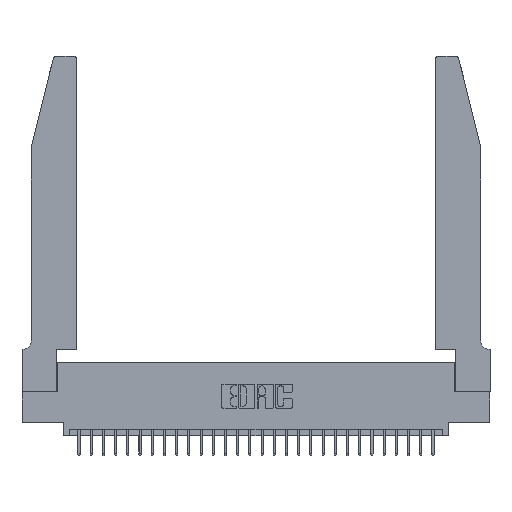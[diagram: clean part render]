
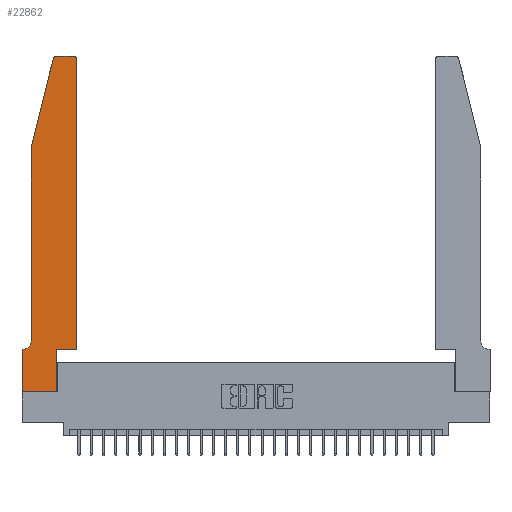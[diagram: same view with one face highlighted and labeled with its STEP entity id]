
A CAD part, top view. The second image highlights one B-rep face of the part: STEP entity #22862.
In plain terms, the highlighted planar face has unit normal (0, 0, 1).
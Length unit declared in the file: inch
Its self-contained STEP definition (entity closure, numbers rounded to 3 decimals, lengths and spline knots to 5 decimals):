
#7 = LINE ( 'NONE', #28344, #3254 ) ;
#698 = DIRECTION ( 'NONE',  ( 0., 0., 1. ) ) ;
#907 = EDGE_CURVE ( 'NONE', #15361, #5694, #7, .T. ) ;
#1267 = EDGE_CURVE ( 'NONE', #22187, #27919, #22547, .T. ) ;
#1747 = DIRECTION ( 'NONE',  ( 0., -1., 0. ) ) ;
#1794 = EDGE_CURVE ( 'NONE', #5694, #25512, #5379, .T. ) ;
#1799 = CARTESIAN_POINT ( 'NONE',  ( 0.4505, 2.72, 0.37 ) ) ;
#2861 = VERTEX_POINT ( 'NONE', #21291 ) ;
#3254 = VECTOR ( 'NONE', #13250, 39.37008 ) ;
#3417 = VECTOR ( 'NONE', #7021, 39.37008 ) ;
#4521 = CARTESIAN_POINT ( 'NONE',  ( 0.2865, 0.35, 0.37 ) ) ;
#5379 = LINE ( 'NONE', #22555, #21402 ) ;
#5383 = ORIENTED_EDGE ( 'NONE', *, *, #11007, .T. ) ;
#5494 = CIRCLE ( 'NONE', #6761, 0.03 ) ;
#5694 = VERTEX_POINT ( 'NONE', #16097 ) ;
#5782 = CARTESIAN_POINT ( 'NONE',  ( 0.284, 2.72, 0.37 ) ) ;
#5960 = CARTESIAN_POINT ( 'NONE',  ( 0.2605, 2.75, 0.37 ) ) ;
#6023 = CARTESIAN_POINT ( 'NONE',  ( 0.284, 2.75, 0.37 ) ) ;
#6317 = DIRECTION ( 'NONE',  ( 1., 0., 0. ) ) ;
#6761 = AXIS2_PLACEMENT_3D ( 'NONE', #5782, #698, #7806 ) ;
#6991 = DIRECTION ( 'NONE',  ( 0., 0., -1. ) ) ;
#7021 = DIRECTION ( 'NONE',  ( 0., 1., 0. ) ) ;
#7262 = ORIENTED_EDGE ( 'NONE', *, *, #17879, .T. ) ;
#7599 = VECTOR ( 'NONE', #6317, 39.37008 ) ;
#7754 = ORIENTED_EDGE ( 'NONE', *, *, #26350, .T. ) ;
#7806 = DIRECTION ( 'NONE',  ( 1., 0., 0. ) ) ;
#7880 = EDGE_CURVE ( 'NONE', #2861, #25339, #25489, .T. ) ;
#9909 = CIRCLE ( 'NONE', #25383, 0.07 ) ;
#9921 = CARTESIAN_POINT ( 'NONE',  ( 0.25487, 2.72718, 0.37 ) ) ;
#9980 = DIRECTION ( 'NONE',  ( -0.239, -0.971, 0. ) ) ;
#10140 = VECTOR ( 'NONE', #22262, 39.37008 ) ;
#10189 = DIRECTION ( 'NONE',  ( 1., 0., 0. ) ) ;
#10554 = CARTESIAN_POINT ( 'NONE',  ( 0.2865, 0., 0.37 ) ) ;
#11007 = EDGE_CURVE ( 'NONE', #25339, #15361, #23101, .T. ) ;
#11054 = CARTESIAN_POINT ( 'NONE',  ( 0., 0.35, 0.37 ) ) ;
#11215 = DIRECTION ( 'NONE',  ( 0., 1., 0. ) ) ;
#11834 = FACE_OUTER_BOUND ( 'NONE', #13279, .T. ) ;
#12312 = DIRECTION ( 'NONE',  ( 1., 0., 0. ) ) ;
#12358 = AXIS2_PLACEMENT_3D ( 'NONE', #26456, #12445, #10189 ) ;
#12445 = DIRECTION ( 'NONE',  ( 0., 0., 1. ) ) ;
#12655 = CIRCLE ( 'NONE', #12358, 0.03 ) ;
#13250 = DIRECTION ( 'NONE',  ( 1., 0., 0. ) ) ;
#13266 = ORIENTED_EDGE ( 'NONE', *, *, #15119, .T. ) ;
#13279 = EDGE_LOOP ( 'NONE', ( #29558, #15561, #17935, #19879, #13770, #7262, #13266, #19012, #5383, #13475, #29159, #7754 ) ) ;
#13470 = CARTESIAN_POINT ( 'NONE',  ( 0.0755, 2., 0.37 ) ) ;
#13475 = ORIENTED_EDGE ( 'NONE', *, *, #907, .T. ) ;
#13770 = ORIENTED_EDGE ( 'NONE', *, *, #24464, .T. ) ;
#14352 = DIRECTION ( 'NONE',  ( -1., 0., 0. ) ) ;
#14852 = CARTESIAN_POINT ( 'NONE',  ( 0.0755, 0.35, 0.37 ) ) ;
#15058 = DIRECTION ( 'NONE',  ( 0., -1., 0. ) ) ;
#15119 = EDGE_CURVE ( 'NONE', #16961, #2861, #28265, .T. ) ;
#15341 = CARTESIAN_POINT ( 'NONE',  ( 0.0055, 0.35, 0.37 ) ) ;
#15361 = VERTEX_POINT ( 'NONE', #4521 ) ;
#15375 = VERTEX_POINT ( 'NONE', #16082 ) ;
#15561 = ORIENTED_EDGE ( 'NONE', *, *, #19804, .T. ) ;
#16082 = CARTESIAN_POINT ( 'NONE',  ( 0.0755, 0.42, 0.37 ) ) ;
#16097 = CARTESIAN_POINT ( 'NONE',  ( 0.4505, 0.35, 0.37 ) ) ;
#16497 = EDGE_CURVE ( 'NONE', #24539, #20843, #27683, .T. ) ;
#16961 = VERTEX_POINT ( 'NONE', #11054 ) ;
#17867 = CARTESIAN_POINT ( 'NONE',  ( 0.0755, 2., 0.37 ) ) ;
#17879 = EDGE_CURVE ( 'NONE', #23365, #16961, #28324, .T. ) ;
#17935 = ORIENTED_EDGE ( 'NONE', *, *, #16497, .T. ) ;
#18262 = CARTESIAN_POINT ( 'NONE',  ( 0.2865, 0.35, 0.37 ) ) ;
#19008 = VECTOR ( 'NONE', #1747, 39.37008 ) ;
#19012 = ORIENTED_EDGE ( 'NONE', *, *, #7880, .T. ) ;
#19229 = PLANE ( 'NONE',  #29238 ) ;
#19458 = EDGE_CURVE ( 'NONE', #20843, #15375, #28132, .T. ) ;
#19523 = CARTESIAN_POINT ( 'NONE',  ( 0., 0.35, 0.37 ) ) ;
#19601 = DIRECTION ( 'NONE',  ( -1., 0., 0. ) ) ;
#19706 = CARTESIAN_POINT ( 'NONE',  ( 0., 0., 0.37 ) ) ;
#19804 = EDGE_CURVE ( 'NONE', #27919, #24539, #5494, .T. ) ;
#19879 = ORIENTED_EDGE ( 'NONE', *, *, #19458, .T. ) ;
#19888 = VECTOR ( 'NONE', #15058, 39.37008 ) ;
#20843 = VERTEX_POINT ( 'NONE', #13470 ) ;
#20950 = CARTESIAN_POINT ( 'NONE',  ( 0.0055, 0.42, 0.37 ) ) ;
#21291 = CARTESIAN_POINT ( 'NONE',  ( 0., 0., 0.37 ) ) ;
#21402 = VECTOR ( 'NONE', #11215, 39.37008 ) ;
#22187 = VERTEX_POINT ( 'NONE', #27940 ) ;
#22262 = DIRECTION ( 'NONE',  ( -1., 0., 0. ) ) ;
#22547 = LINE ( 'NONE', #5960, #10140 ) ;
#22555 = CARTESIAN_POINT ( 'NONE',  ( 0.4505, 0.35, 0.37 ) ) ;
#22862 = ADVANCED_FACE ( 'NONE', ( #11834 ), #19229, .T. ) ;
#23101 = LINE ( 'NONE', #18262, #3417 ) ;
#23365 = VERTEX_POINT ( 'NONE', #15341 ) ;
#24415 = VECTOR ( 'NONE', #9980, 39.37008 ) ;
#24464 = EDGE_CURVE ( 'NONE', #15375, #23365, #9909, .T. ) ;
#24539 = VERTEX_POINT ( 'NONE', #9921 ) ;
#25282 = CARTESIAN_POINT ( 'NONE',  ( 0.0755, 2., 0.37 ) ) ;
#25339 = VERTEX_POINT ( 'NONE', #10554 ) ;
#25383 = AXIS2_PLACEMENT_3D ( 'NONE', #20950, #6991, #14352 ) ;
#25489 = LINE ( 'NONE', #28528, #7599 ) ;
#25512 = VERTEX_POINT ( 'NONE', #1799 ) ;
#26128 = VECTOR ( 'NONE', #19601, 39.37008 ) ;
#26231 = DIRECTION ( 'NONE',  ( 0., 0., 1. ) ) ;
#26350 = EDGE_CURVE ( 'NONE', #25512, #22187, #12655, .T. ) ;
#26456 = CARTESIAN_POINT ( 'NONE',  ( 0.4205, 2.72, 0.37 ) ) ;
#27683 = LINE ( 'NONE', #25282, #24415 ) ;
#27919 = VERTEX_POINT ( 'NONE', #6023 ) ;
#27940 = CARTESIAN_POINT ( 'NONE',  ( 0.4205, 2.75, 0.37 ) ) ;
#28132 = LINE ( 'NONE', #17867, #19008 ) ;
#28265 = LINE ( 'NONE', #19706, #19888 ) ;
#28324 = LINE ( 'NONE', #14852, #26128 ) ;
#28344 = CARTESIAN_POINT ( 'NONE',  ( 0.4505, 0.35, 0.37 ) ) ;
#28528 = CARTESIAN_POINT ( 'NONE',  ( 0., 0., 0.37 ) ) ;
#29159 = ORIENTED_EDGE ( 'NONE', *, *, #1794, .T. ) ;
#29238 = AXIS2_PLACEMENT_3D ( 'NONE', #19523, #26231, #12312 ) ;
#29558 = ORIENTED_EDGE ( 'NONE', *, *, #1267, .T. ) ;
